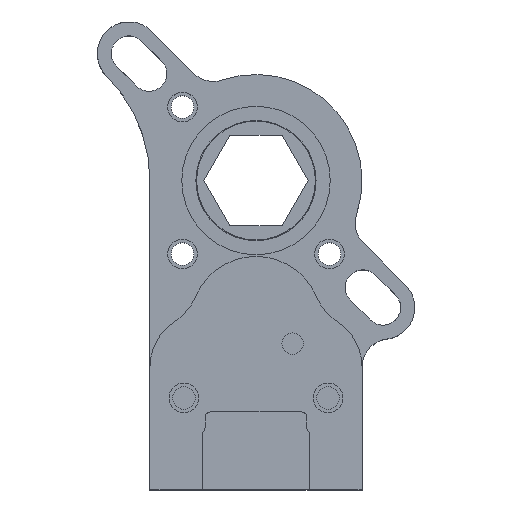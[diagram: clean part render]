
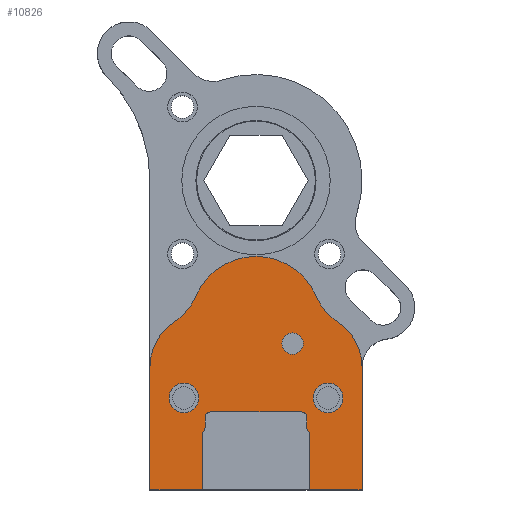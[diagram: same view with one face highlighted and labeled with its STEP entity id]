
A CAD part, top view. The second image highlights one B-rep face of the part: STEP entity #10826.
In plain terms, the highlighted planar face has unit normal (0, 0, 1).
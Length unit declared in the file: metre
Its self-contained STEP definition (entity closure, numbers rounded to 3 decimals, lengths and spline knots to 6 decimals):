
#335=LINE('',#24304,#964);
#336=LINE('',#24309,#965);
#337=LINE('',#24313,#966);
#338=LINE('',#24317,#967);
#339=LINE('',#24321,#968);
#340=LINE('',#24323,#969);
#341=LINE('',#24325,#970);
#342=LINE('',#24337,#971);
#343=LINE('',#24339,#972);
#964=VECTOR('',#13801,1.);
#965=VECTOR('',#13804,1.);
#966=VECTOR('',#13807,1.);
#967=VECTOR('',#13810,1.);
#968=VECTOR('',#13813,1.);
#969=VECTOR('',#13814,1.);
#970=VECTOR('',#13815,1.);
#971=VECTOR('',#13826,1.);
#972=VECTOR('',#13827,1.);
#3397=ORIENTED_EDGE('',*,*,#6077,.F.);
#3398=ORIENTED_EDGE('',*,*,#6078,.F.);
#3399=ORIENTED_EDGE('',*,*,#6079,.F.);
#3400=ORIENTED_EDGE('',*,*,#6080,.T.);
#3401=ORIENTED_EDGE('',*,*,#6081,.T.);
#3402=ORIENTED_EDGE('',*,*,#6082,.T.);
#3403=ORIENTED_EDGE('',*,*,#6083,.T.);
#3404=ORIENTED_EDGE('',*,*,#6084,.T.);
#3405=ORIENTED_EDGE('',*,*,#6085,.T.);
#3406=ORIENTED_EDGE('',*,*,#6086,.T.);
#3407=ORIENTED_EDGE('',*,*,#6087,.T.);
#3408=ORIENTED_EDGE('',*,*,#6088,.T.);
#3409=ORIENTED_EDGE('',*,*,#6089,.T.);
#3410=ORIENTED_EDGE('',*,*,#6090,.T.);
#3411=ORIENTED_EDGE('',*,*,#6091,.T.);
#3412=ORIENTED_EDGE('',*,*,#6092,.F.);
#3413=ORIENTED_EDGE('',*,*,#6093,.T.);
#3414=ORIENTED_EDGE('',*,*,#6094,.F.);
#3415=ORIENTED_EDGE('',*,*,#6095,.T.);
#3416=ORIENTED_EDGE('',*,*,#6096,.T.);
#3417=ORIENTED_EDGE('',*,*,#6097,.T.);
#6077=EDGE_CURVE('',#7498,#7498,#8481,.T.);
#6078=EDGE_CURVE('',#7499,#7499,#8482,.T.);
#6079=EDGE_CURVE('',#7500,#7500,#8483,.T.);
#6080=EDGE_CURVE('',#7501,#7502,#335,.T.);
#6081=EDGE_CURVE('',#7502,#7503,#8484,.T.);
#6082=EDGE_CURVE('',#7503,#7504,#336,.T.);
#6083=EDGE_CURVE('',#7504,#7505,#8485,.F.);
#6084=EDGE_CURVE('',#7505,#7506,#337,.T.);
#6085=EDGE_CURVE('',#7506,#7507,#8486,.F.);
#6086=EDGE_CURVE('',#7507,#7508,#338,.T.);
#6087=EDGE_CURVE('',#7508,#7509,#8487,.T.);
#6088=EDGE_CURVE('',#7509,#7510,#339,.T.);
#6089=EDGE_CURVE('',#7510,#7511,#340,.T.);
#6090=EDGE_CURVE('',#7511,#7512,#341,.T.);
#6091=EDGE_CURVE('',#7512,#7513,#8488,.T.);
#6092=EDGE_CURVE('',#7514,#7513,#8489,.T.);
#6093=EDGE_CURVE('',#7514,#7515,#8490,.T.);
#6094=EDGE_CURVE('',#7516,#7515,#8491,.T.);
#6095=EDGE_CURVE('',#7516,#7517,#8492,.T.);
#6096=EDGE_CURVE('',#7517,#7518,#342,.T.);
#6097=EDGE_CURVE('',#7518,#7501,#343,.T.);
#7498=VERTEX_POINT('',#24299);
#7499=VERTEX_POINT('',#24301);
#7500=VERTEX_POINT('',#24303);
#7501=VERTEX_POINT('',#24305);
#7502=VERTEX_POINT('',#24306);
#7503=VERTEX_POINT('',#24308);
#7504=VERTEX_POINT('',#24310);
#7505=VERTEX_POINT('',#24312);
#7506=VERTEX_POINT('',#24314);
#7507=VERTEX_POINT('',#24316);
#7508=VERTEX_POINT('',#24318);
#7509=VERTEX_POINT('',#24320);
#7510=VERTEX_POINT('',#24322);
#7511=VERTEX_POINT('',#24324);
#7512=VERTEX_POINT('',#24326);
#7513=VERTEX_POINT('',#24328);
#7514=VERTEX_POINT('',#24330);
#7515=VERTEX_POINT('',#24332);
#7516=VERTEX_POINT('',#24334);
#7517=VERTEX_POINT('',#24336);
#7518=VERTEX_POINT('',#24338);
#8481=CIRCLE('',#11801,0.0021);
#8482=CIRCLE('',#11802,0.0021);
#8483=CIRCLE('',#11803,0.0015);
#8484=CIRCLE('',#11804,0.0008);
#8485=CIRCLE('',#11805,0.0008);
#8486=CIRCLE('',#11806,0.0008);
#8487=CIRCLE('',#11807,0.0008);
#8488=CIRCLE('',#11808,0.007655);
#8489=CIRCLE('',#11809,0.008013);
#8490=CIRCLE('',#11810,0.009261);
#8491=CIRCLE('',#11811,0.008013);
#8492=CIRCLE('',#11812,0.007655);
#9194=EDGE_LOOP('',(#3397));
#9195=EDGE_LOOP('',(#3398));
#9196=EDGE_LOOP('',(#3399));
#9197=EDGE_LOOP('',(#3400,#3401,#3402,#3403,#3404,#3405,#3406,#3407,#3408,
#3409,#3410,#3411,#3412,#3413,#3414,#3415,#3416,#3417));
#9910=FACE_BOUND('',#9194,.T.);
#9911=FACE_BOUND('',#9195,.T.);
#9912=FACE_BOUND('',#9196,.T.);
#9913=FACE_BOUND('',#9197,.T.);
#10462=PLANE('',#11800);
#10826=ADVANCED_FACE('',(#9910,#9911,#9912,#9913),#10462,.T.);
#11800=AXIS2_PLACEMENT_3D('',#24297,#13793,#13794);
#11801=AXIS2_PLACEMENT_3D('',#24298,#13795,#13796);
#11802=AXIS2_PLACEMENT_3D('',#24300,#13797,#13798);
#11803=AXIS2_PLACEMENT_3D('',#24302,#13799,#13800);
#11804=AXIS2_PLACEMENT_3D('',#24307,#13802,#13803);
#11805=AXIS2_PLACEMENT_3D('',#24311,#13805,#13806);
#11806=AXIS2_PLACEMENT_3D('',#24315,#13808,#13809);
#11807=AXIS2_PLACEMENT_3D('',#24319,#13811,#13812);
#11808=AXIS2_PLACEMENT_3D('',#24327,#13816,#13817);
#11809=AXIS2_PLACEMENT_3D('',#24329,#13818,#13819);
#11810=AXIS2_PLACEMENT_3D('',#24331,#13820,#13821);
#11811=AXIS2_PLACEMENT_3D('',#24333,#13822,#13823);
#11812=AXIS2_PLACEMENT_3D('',#24335,#13824,#13825);
#13793=DIRECTION('',(0.,0.,1.));
#13794=DIRECTION('',(1.,0.,0.));
#13795=DIRECTION('',(0.,0.,1.));
#13796=DIRECTION('',(1.,0.,0.));
#13797=DIRECTION('',(0.,0.,1.));
#13798=DIRECTION('',(1.,0.,0.));
#13799=DIRECTION('',(0.,0.,1.));
#13800=DIRECTION('',(1.,0.,0.));
#13801=DIRECTION('',(0.,1.,0.));
#13802=DIRECTION('',(0.,0.,1.));
#13803=DIRECTION('',(1.,0.,0.));
#13804=DIRECTION('',(0.,1.,0.));
#13805=DIRECTION('',(0.,0.,1.));
#13806=DIRECTION('',(1.,0.,0.));
#13807=DIRECTION('',(1.,0.,0.));
#13808=DIRECTION('',(0.,0.,1.));
#13809=DIRECTION('',(1.,0.,0.));
#13810=DIRECTION('',(0.,-1.,0.));
#13811=DIRECTION('',(0.,0.,1.));
#13812=DIRECTION('',(1.,0.,0.));
#13813=DIRECTION('',(0.,-1.,0.));
#13814=DIRECTION('',(1.,0.,0.));
#13815=DIRECTION('',(0.,1.,0.));
#13816=DIRECTION('',(0.,0.,1.));
#13817=DIRECTION('',(1.,0.,0.));
#13818=DIRECTION('',(0.,0.,1.));
#13819=DIRECTION('',(1.,0.,0.));
#13820=DIRECTION('',(0.,0.,1.));
#13821=DIRECTION('',(1.,0.,0.));
#13822=DIRECTION('',(0.,0.,1.));
#13823=DIRECTION('',(1.,0.,0.));
#13824=DIRECTION('',(0.,0.,1.));
#13825=DIRECTION('',(1.,0.,0.));
#13826=DIRECTION('',(0.,-1.,0.));
#13827=DIRECTION('',(1.,0.,0.));
#24297=CARTESIAN_POINT('',(0.,-0.027245,0.01875));
#24298=CARTESIAN_POINT('',(-0.0102,-0.03075,0.01875));
#24299=CARTESIAN_POINT('',(-0.0081,-0.03075,0.01875));
#24300=CARTESIAN_POINT('',(0.0102,-0.03075,0.01875));
#24301=CARTESIAN_POINT('',(0.0123,-0.03075,0.01875));
#24302=CARTESIAN_POINT('',(0.005175,-0.023067,0.01875));
#24303=CARTESIAN_POINT('',(0.006675,-0.023067,0.01875));
#24304=CARTESIAN_POINT('',(-0.007602,-0.03975,0.01875));
#24305=CARTESIAN_POINT('',(-0.007602,-0.04375,0.01875));
#24306=CARTESIAN_POINT('',(-0.007602,-0.035643,0.01875));
#24307=CARTESIAN_POINT('',(-0.008002,-0.03495,0.01875));
#24308=CARTESIAN_POINT('',(-0.007202,-0.03495,0.01875));
#24309=CARTESIAN_POINT('',(-0.007202,-0.03425,0.01875));
#24310=CARTESIAN_POINT('',(-0.007202,-0.03355,0.01875));
#24311=CARTESIAN_POINT('',(-0.006402,-0.03355,0.01875));
#24312=CARTESIAN_POINT('',(-0.006402,-0.03275,0.01875));
#24313=CARTESIAN_POINT('',(0.,-0.03275,0.01875));
#24314=CARTESIAN_POINT('',(0.006402,-0.03275,0.01875));
#24315=CARTESIAN_POINT('',(0.006402,-0.03355,0.01875));
#24316=CARTESIAN_POINT('',(0.007202,-0.03355,0.01875));
#24317=CARTESIAN_POINT('',(0.007202,-0.03425,0.01875));
#24318=CARTESIAN_POINT('',(0.007202,-0.03495,0.01875));
#24319=CARTESIAN_POINT('',(0.008002,-0.03495,0.01875));
#24320=CARTESIAN_POINT('',(0.007602,-0.035643,0.01875));
#24321=CARTESIAN_POINT('',(0.007602,-0.03975,0.01875));
#24322=CARTESIAN_POINT('',(0.007602,-0.04375,0.01875));
#24323=CARTESIAN_POINT('',(0.,-0.04375,0.01875));
#24324=CARTESIAN_POINT('',(0.015,-0.04375,0.01875));
#24325=CARTESIAN_POINT('',(0.015,-0.035073,0.01875));
#24326=CARTESIAN_POINT('',(0.015,-0.026397,0.01875));
#24327=CARTESIAN_POINT('',(0.007345,-0.026397,0.01875));
#24328=CARTESIAN_POINT('',(0.011531,-0.019988,0.01875));
#24329=CARTESIAN_POINT('',(0.015913,-0.013279,0.01875));
#24330=CARTESIAN_POINT('',(0.008531,-0.016397,0.01875));
#24331=CARTESIAN_POINT('',(0.,-0.02,0.01875));
#24332=CARTESIAN_POINT('',(-0.008531,-0.016397,0.01875));
#24333=CARTESIAN_POINT('',(-0.015913,-0.013279,0.01875));
#24334=CARTESIAN_POINT('',(-0.011531,-0.019988,0.01875));
#24335=CARTESIAN_POINT('',(-0.007345,-0.026397,0.01875));
#24336=CARTESIAN_POINT('',(-0.015,-0.026397,0.01875));
#24337=CARTESIAN_POINT('',(-0.015,-0.021875,0.01875));
#24338=CARTESIAN_POINT('',(-0.015,-0.04375,0.01875));
#24339=CARTESIAN_POINT('',(0.,-0.04375,0.01875));
